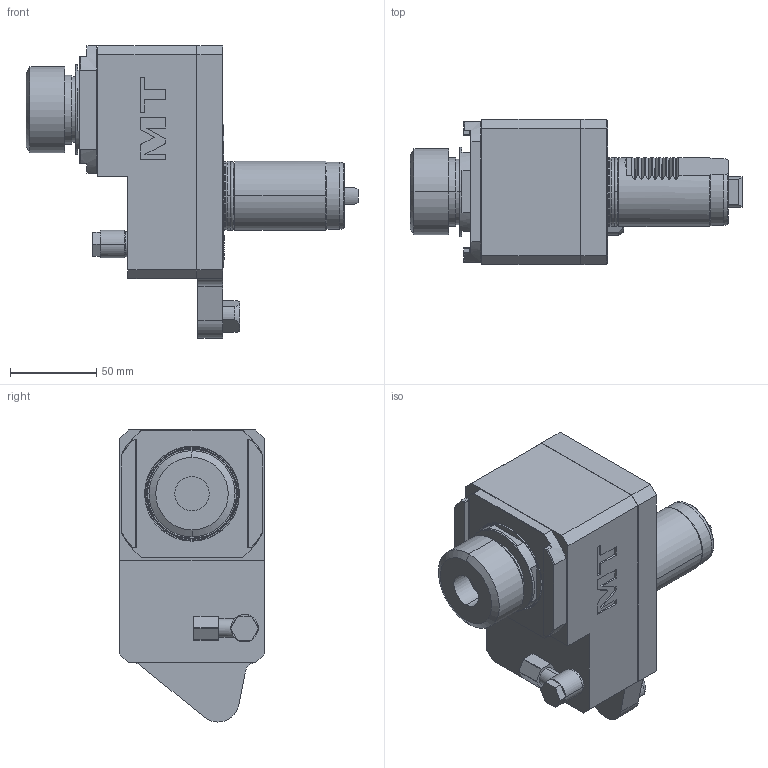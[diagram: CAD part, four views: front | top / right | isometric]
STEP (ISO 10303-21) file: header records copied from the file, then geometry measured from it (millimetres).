
FILE_DESCRIPTION((''),'2;1');
FILE_NAME('MZK0242132_CONF','2025-01-07T16:28:22',('fpalella'),('M.T. srl'),'CREO PARAMETRIC BY PTC INC, 2023352','CREO PARAMETRIC BY PTC INC, 2023352','');
FILE_SCHEMA(('CONFIG_CONTROL_DESIGN'));
Length unit declared in the file: millimetre
Products named in the file (1): MZK0242132_CONF
Bounding box: 192.66 x 84 x 169.5 mm (x, y, z)
Volume: 945491.2 mm3; surface area: 89466.2 mm2
Topology: 1 solids, 1 shells, 314 faces, 787 edges, 506 vertices
Faces by surface type: plane 186, cylinder 85, cone 22, torus 17, extrusion 4
Entity records: 9801 total; most frequent: CARTESIAN_POINT 2228, ORIENTED_EDGE 1574, DIRECTION 1543, EDGE_CURVE 787, AXIS2_PLACEMENT_3D 535, VERTEX_POINT 506, VECTOR 473, LINE 469
